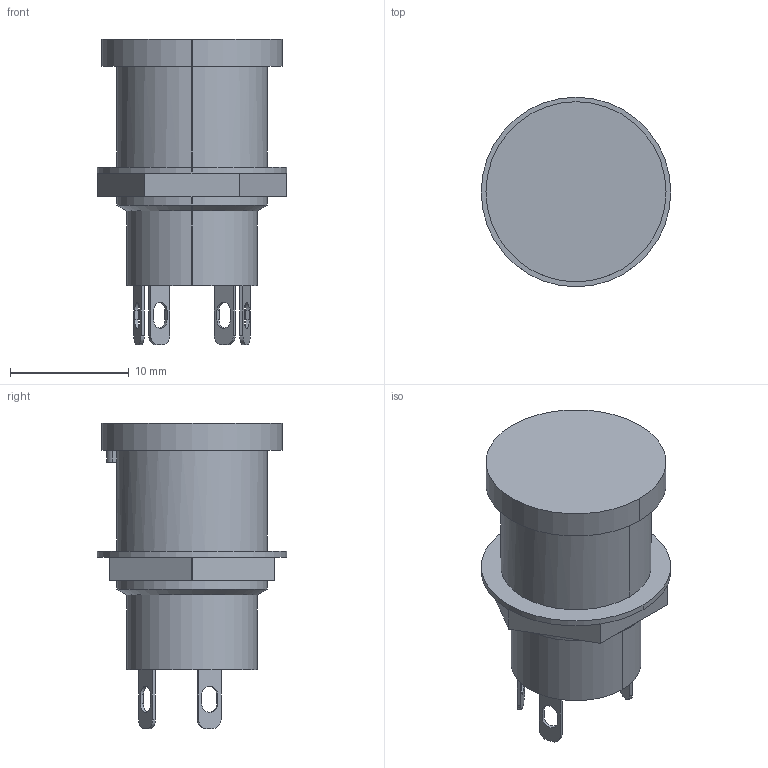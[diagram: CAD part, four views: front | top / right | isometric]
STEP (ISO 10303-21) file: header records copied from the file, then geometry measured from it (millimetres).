
FILE_DESCRIPTION((''),'1');
FILE_NAME('3','2001-05-20T',('jlue'),(''),'PRO/ENGINEER BY PARAMETRIC TECHNOLOGY CORPORATION, 9846','PRO/ENGINEER BY PARAMETRIC TECHNOLOGY CORPORATION, 9846','');
FILE_SCHEMA(('CONFIG_CONTROL_DESIGN'));
Length unit declared in the file: millimetre
Products named in the file (1): 3
Bounding box: 16 x 16 x 25.8 mm (x, y, z)
Surface area: 1408.9 mm2 (no closed solid volume)
Topology: 0 solids, 0 shells, 77 faces, 407 edges, 410 vertices
Faces by surface type: plane 48, cylinder 27, cone 2
Entity records: 2417 total; most frequent: CARTESIAN_POINT 575, DIRECTION 432, COMPOSITE_CURVE_SEGMENT 405, TRIMMED_CURVE 206, AXIS2_PLACEMENT_3D 149, VECTOR 134, LINE 134, CURVE_BOUNDED_SURFACE 77
